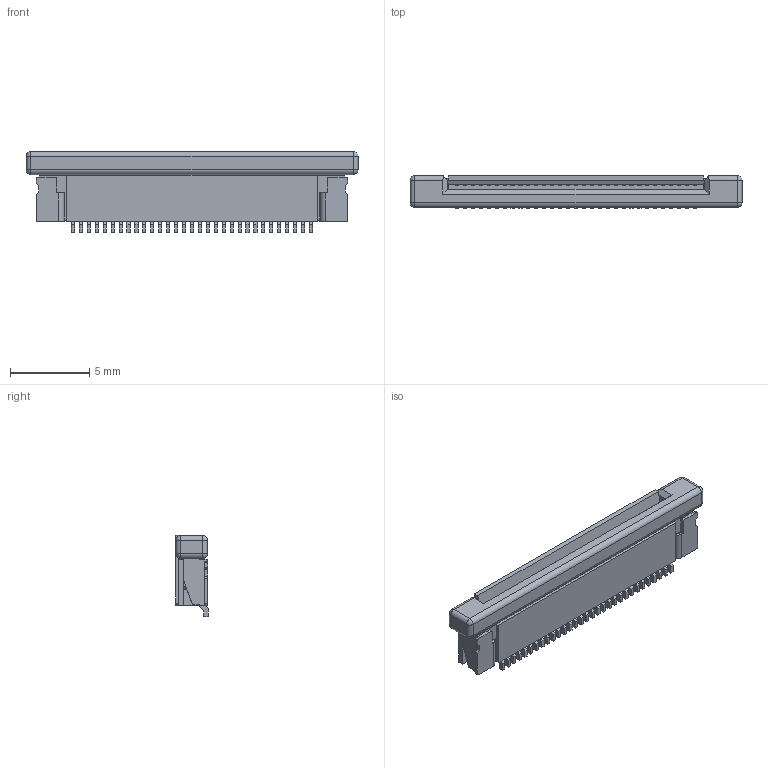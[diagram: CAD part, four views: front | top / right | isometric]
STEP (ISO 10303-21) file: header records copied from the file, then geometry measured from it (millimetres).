
FILE_DESCRIPTION((''),'2;1');
FILE_NAME('C-3-1734839-1','2014-11-19T',('workeradm'),('Tyco Electronics Ltd.'),'PRO/ENGINEER BY PARAMETRIC TECHNOLOGY CORPORATION, 2014090','PRO/ENGINEER BY PARAMETRIC TECHNOLOGY CORPORATION, 2014090','');
FILE_SCHEMA(('AUTOMOTIVE_DESIGN { 1 0 10303 214 1 1 1 1 }'));
Length unit declared in the file: millimetre
Products named in the file (1): C-3-1734839-1
Bounding box: 20.93 x 2.05 x 5.11 mm (x, y, z)
Volume: 149.1 mm3; surface area: 462.5 mm2
Topology: 1 solids, 1 shells, 536 faces, 1483 edges, 970 vertices
Faces by surface type: plane 467, cylinder 61, sphere 8
Entity records: 16985 total; most frequent: CARTESIAN_POINT 3011, ORIENTED_EDGE 2966, DIRECTION 2667, EDGE_CURVE 1483, VECTOR 1359, LINE 1359, VERTEX_POINT 970, AXIS2_PLACEMENT_3D 654
